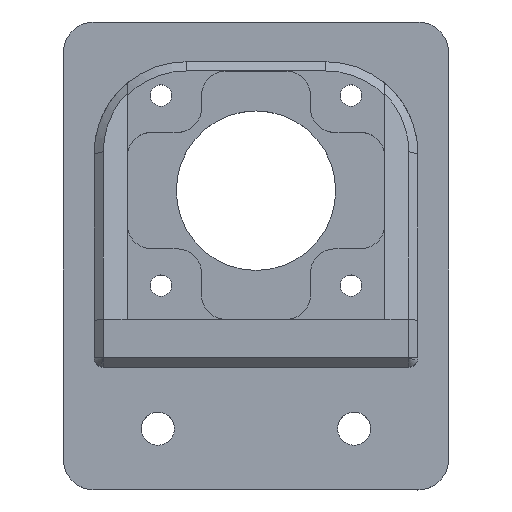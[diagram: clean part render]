
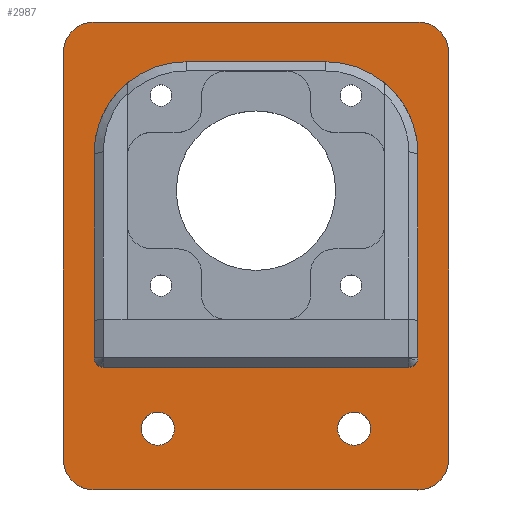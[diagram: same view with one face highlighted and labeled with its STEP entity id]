
A CAD part, top view. The second image highlights one B-rep face of the part: STEP entity #2987.
In plain terms, the highlighted planar face has unit normal (0, 0, 1).
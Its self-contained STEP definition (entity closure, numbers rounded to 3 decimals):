
#208=CARTESIAN_POINT('',(-26.4,71.3,8.));
#209=DIRECTION('',(0.,0.,1.));
#210=DIRECTION('',(0.,1.,0.));
#211=AXIS2_PLACEMENT_3D('',#208,#209,#210);
#213=DIRECTION('',(1.,0.,0.));
#214=VECTOR('',#213,52.8);
#215=CARTESIAN_POINT('',(-26.4,76.3,8.));
#216=LINE('',#215,#214);
#217=CARTESIAN_POINT('',(26.4,71.3,8.));
#218=DIRECTION('',(0.,0.,1.));
#219=DIRECTION('',(1.,0.,0.));
#220=AXIS2_PLACEMENT_3D('',#217,#218,#219);
#222=DIRECTION('',(0.,-1.,0.));
#223=VECTOR('',#222,66.3);
#224=CARTESIAN_POINT('',(31.4,71.3,8.));
#225=LINE('',#224,#223);
#226=CARTESIAN_POINT('',(26.4,5.,8.));
#227=DIRECTION('',(0.,0.,1.));
#228=DIRECTION('',(0.,-1.,0.));
#229=AXIS2_PLACEMENT_3D('',#226,#227,#228);
#231=DIRECTION('',(-1.,0.,0.));
#232=VECTOR('',#231,52.8);
#233=CARTESIAN_POINT('',(26.4,0.,8.));
#234=LINE('',#233,#232);
#235=CARTESIAN_POINT('',(-26.4,5.,8.));
#236=DIRECTION('',(0.,0.,1.));
#237=DIRECTION('',(-1.,0.,0.));
#238=AXIS2_PLACEMENT_3D('',#235,#236,#237);
#240=DIRECTION('',(0.,1.,0.));
#241=VECTOR('',#240,66.3);
#242=CARTESIAN_POINT('',(-31.4,5.,8.));
#243=LINE('',#242,#241);
#244=CARTESIAN_POINT('',(16.,10.,8.));
#245=DIRECTION('',(0.,0.,-1.));
#246=DIRECTION('',(1.,0.,0.));
#247=AXIS2_PLACEMENT_3D('',#244,#245,#246);
#249=CARTESIAN_POINT('',(16.,10.,8.));
#250=DIRECTION('',(0.,0.,-1.));
#251=DIRECTION('',(-1.,0.,0.));
#252=AXIS2_PLACEMENT_3D('',#249,#250,#251);
#254=CARTESIAN_POINT('',(-16.,10.,8.));
#255=DIRECTION('',(0.,0.,1.));
#256=DIRECTION('',(-1.,0.,0.));
#257=AXIS2_PLACEMENT_3D('',#254,#255,#256);
#259=CARTESIAN_POINT('',(-16.,10.,8.));
#260=DIRECTION('',(0.,0.,1.));
#261=DIRECTION('',(1.,0.,0.));
#262=AXIS2_PLACEMENT_3D('',#259,#260,#261);
#264=DIRECTION('',(1.,0.,0.));
#265=VECTOR('',#264,49.8);
#266=CARTESIAN_POINT('',(-24.9,20.,8.));
#267=LINE('',#266,#265);
#636=DIRECTION('',(0.,1.,0.));
#637=VECTOR('',#636,33.3);
#638=CARTESIAN_POINT('',(-26.4,21.5,8.));
#639=LINE('',#638,#637);
#684=DIRECTION('',(0.,-1.,0.));
#685=VECTOR('',#684,33.3);
#686=CARTESIAN_POINT('',(26.4,54.8,8.));
#687=LINE('',#686,#685);
#1815=CARTESIAN_POINT('',(-11.4,54.8,8.));
#1816=DIRECTION('',(0.,0.,-1.));
#1817=DIRECTION('',(-1.,0.,0.));
#1818=AXIS2_PLACEMENT_3D('',#1815,#1816,#1817);
#1941=DIRECTION('',(1.,0.,0.));
#1942=VECTOR('',#1941,22.8);
#1943=CARTESIAN_POINT('',(-11.4,69.8,8.));
#1944=LINE('',#1943,#1942);
#1954=CARTESIAN_POINT('',(11.4,54.8,8.));
#1955=DIRECTION('',(0.,0.,-1.));
#1956=DIRECTION('',(0.,1.,0.));
#1957=AXIS2_PLACEMENT_3D('',#1954,#1955,#1956);
#2031=CARTESIAN_POINT('',(24.9,21.5,8.));
#2032=DIRECTION('',(0.,0.,-1.));
#2033=DIRECTION('',(1.,0.,0.));
#2034=AXIS2_PLACEMENT_3D('',#2031,#2032,#2033);
#2061=CARTESIAN_POINT('',(-24.9,21.5,8.));
#2062=DIRECTION('',(0.,0.,-1.));
#2063=DIRECTION('',(0.,-1.,0.));
#2064=AXIS2_PLACEMENT_3D('',#2061,#2062,#2063);
#2070=CARTESIAN_POINT('',(18.7,10.,8.));
#2071=CARTESIAN_POINT('',(13.3,10.,8.));
#2072=VERTEX_POINT('',#2070);
#2073=VERTEX_POINT('',#2071);
#2074=CARTESIAN_POINT('',(-18.7,10.,8.));
#2075=CARTESIAN_POINT('',(-13.3,10.,8.));
#2076=VERTEX_POINT('',#2074);
#2077=VERTEX_POINT('',#2075);
#2078=CARTESIAN_POINT('',(-26.4,76.3,8.));
#2079=CARTESIAN_POINT('',(-31.4,71.3,8.));
#2080=VERTEX_POINT('',#2078);
#2081=VERTEX_POINT('',#2079);
#2082=CARTESIAN_POINT('',(-31.4,5.,8.));
#2083=CARTESIAN_POINT('',(-26.4,0.,8.));
#2084=VERTEX_POINT('',#2082);
#2085=VERTEX_POINT('',#2083);
#2086=CARTESIAN_POINT('',(26.4,0.,8.));
#2087=CARTESIAN_POINT('',(31.4,5.,8.));
#2088=VERTEX_POINT('',#2086);
#2089=VERTEX_POINT('',#2087);
#2090=CARTESIAN_POINT('',(31.4,71.3,8.));
#2091=CARTESIAN_POINT('',(26.4,76.3,8.));
#2092=VERTEX_POINT('',#2090);
#2093=VERTEX_POINT('',#2091);
#2246=CARTESIAN_POINT('',(-24.9,20.,8.));
#2247=CARTESIAN_POINT('',(24.9,20.,8.));
#2248=VERTEX_POINT('',#2246);
#2249=VERTEX_POINT('',#2247);
#2282=CARTESIAN_POINT('',(26.4,21.5,8.));
#2283=VERTEX_POINT('',#2282);
#2284=CARTESIAN_POINT('',(-26.4,21.5,8.));
#2285=VERTEX_POINT('',#2284);
#2616=CARTESIAN_POINT('',(-11.4,69.8,8.));
#2617=CARTESIAN_POINT('',(11.4,69.8,8.));
#2618=VERTEX_POINT('',#2616);
#2619=VERTEX_POINT('',#2617);
#2620=CARTESIAN_POINT('',(-26.4,54.8,8.));
#2621=VERTEX_POINT('',#2620);
#2622=CARTESIAN_POINT('',(26.4,54.8,8.));
#2623=VERTEX_POINT('',#2622);
#2942=CARTESIAN_POINT('',(0.,0.,8.));
#2943=DIRECTION('',(0.,0.,-1.));
#2944=DIRECTION('',(0.,1.,0.));
#2945=AXIS2_PLACEMENT_3D('',#2942,#2943,#2944);
#2946=PLANE('',#2945);
#2947=ORIENTED_EDGE('',*,*,#2853,.F.);
#2948=ORIENTED_EDGE('',*,*,#2867,.T.);
#2949=ORIENTED_EDGE('',*,*,#2881,.F.);
#2950=ORIENTED_EDGE('',*,*,#2895,.T.);
#2951=ORIENTED_EDGE('',*,*,#2909,.F.);
#2952=ORIENTED_EDGE('',*,*,#2923,.T.);
#2953=ORIENTED_EDGE('',*,*,#2936,.F.);
#2954=ORIENTED_EDGE('',*,*,#2838,.T.);
#2955=EDGE_LOOP('',(#2947,#2948,#2949,#2950,#2951,#2952,#2953,#2954));
#2956=FACE_OUTER_BOUND('',#2955,.F.);
#2958=ORIENTED_EDGE('',*,*,#2957,.F.);
#2960=ORIENTED_EDGE('',*,*,#2959,.F.);
#2961=EDGE_LOOP('',(#2958,#2960));
#2962=FACE_BOUND('',#2961,.F.);
#2964=ORIENTED_EDGE('',*,*,#2963,.T.);
#2966=ORIENTED_EDGE('',*,*,#2965,.T.);
#2967=EDGE_LOOP('',(#2964,#2966));
#2968=FACE_BOUND('',#2967,.F.);
#2970=ORIENTED_EDGE('',*,*,#2969,.F.);
#2972=ORIENTED_EDGE('',*,*,#2971,.F.);
#2974=ORIENTED_EDGE('',*,*,#2973,.T.);
#2976=ORIENTED_EDGE('',*,*,#2975,.F.);
#2978=ORIENTED_EDGE('',*,*,#2977,.F.);
#2980=ORIENTED_EDGE('',*,*,#2979,.F.);
#2982=ORIENTED_EDGE('',*,*,#2981,.F.);
#2984=ORIENTED_EDGE('',*,*,#2983,.F.);
#2985=EDGE_LOOP('',(#2970,#2972,#2974,#2976,#2978,#2980,#2982,#2984));
#2986=FACE_BOUND('',#2985,.F.);
#2987=ADVANCED_FACE('',(#2956,#2962,#2968,#2986),#2946,.F.);
#212=CIRCLE('',#211,5.);
#221=CIRCLE('',#220,5.);
#230=CIRCLE('',#229,5.);
#239=CIRCLE('',#238,5.);
#248=CIRCLE('',#247,2.7);
#253=CIRCLE('',#252,2.7);
#258=CIRCLE('',#257,2.7);
#263=CIRCLE('',#262,2.7);
#1819=CIRCLE('',#1818,15.);
#1958=CIRCLE('',#1957,15.);
#2035=CIRCLE('',#2034,1.5);
#2065=CIRCLE('',#2064,1.5);
#2838=EDGE_CURVE('',#2084,#2081,#243,.T.);
#2853=EDGE_CURVE('',#2080,#2081,#212,.T.);
#2867=EDGE_CURVE('',#2080,#2093,#216,.T.);
#2881=EDGE_CURVE('',#2092,#2093,#221,.T.);
#2895=EDGE_CURVE('',#2092,#2089,#225,.T.);
#2909=EDGE_CURVE('',#2088,#2089,#230,.T.);
#2923=EDGE_CURVE('',#2088,#2085,#234,.T.);
#2936=EDGE_CURVE('',#2084,#2085,#239,.T.);
#2957=EDGE_CURVE('',#2072,#2073,#248,.T.);
#2959=EDGE_CURVE('',#2073,#2072,#253,.T.);
#2963=EDGE_CURVE('',#2076,#2077,#258,.T.);
#2965=EDGE_CURVE('',#2077,#2076,#263,.T.);
#2969=EDGE_CURVE('',#2285,#2621,#639,.T.);
#2971=EDGE_CURVE('',#2248,#2285,#2065,.T.);
#2973=EDGE_CURVE('',#2248,#2249,#267,.T.);
#2975=EDGE_CURVE('',#2283,#2249,#2035,.T.);
#2977=EDGE_CURVE('',#2623,#2283,#687,.T.);
#2979=EDGE_CURVE('',#2619,#2623,#1958,.T.);
#2981=EDGE_CURVE('',#2618,#2619,#1944,.T.);
#2983=EDGE_CURVE('',#2621,#2618,#1819,.T.);
